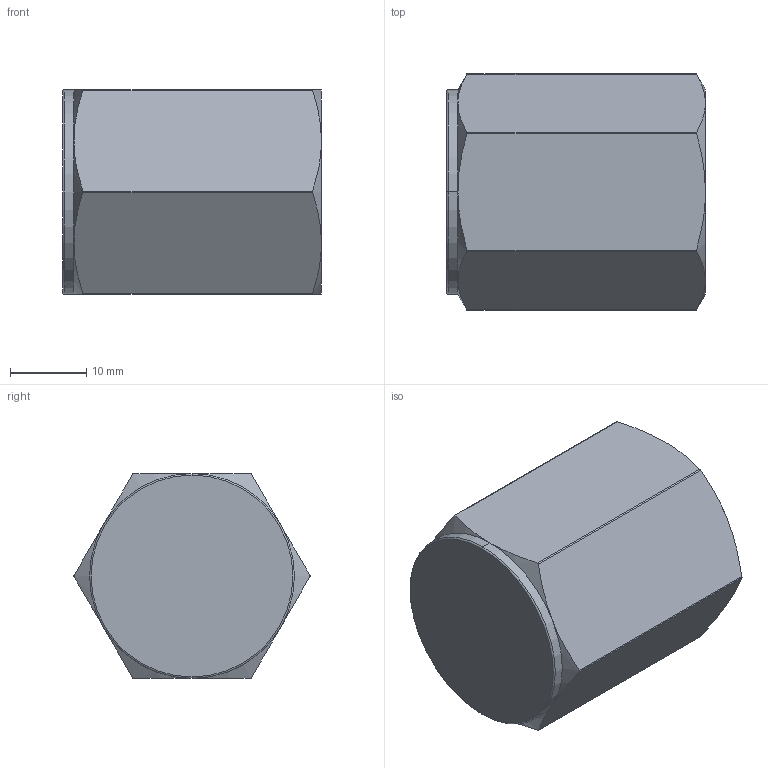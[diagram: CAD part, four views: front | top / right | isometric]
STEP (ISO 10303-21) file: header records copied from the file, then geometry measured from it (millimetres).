
FILE_DESCRIPTION((''),'2;1');
FILE_NAME('PIPE_CAP_H_SCA','2025-07-08T08:31:59',('Administrator'),(''),'CREO PARAMETRIC BY PTC INC, 2020184','CREO PARAMETRIC BY PTC INC, 2020184','');
FILE_SCHEMA(('AUTOMOTIVE_DESIGN { 1 0 10303 214 1 1 1 1 }'));
Length unit declared in the file: millimetre
Products named in the file (1): PIPE_CAP_H_SCA
Bounding box: 34 x 31 x 26.9 mm (x, y, z)
Volume: 15166.8 mm3; surface area: 6264.4 mm2
Topology: 1 solids, 1 shells, 61 faces, 158 edges, 107 vertices
Faces by surface type: cone 32, cylinder 10, bspline 9, plane 8, torus 2
Entity records: 5229 total; most frequent: CARTESIAN_POINT 3755, ORIENTED_EDGE 302, DIRECTION 200, EDGE_CURVE 151, COLOUR_RGB 116, VERTEX_POINT 93, B_SPLINE_CURVE_WITH_KNOTS 86, AXIS2_PLACEMENT_3D 77
